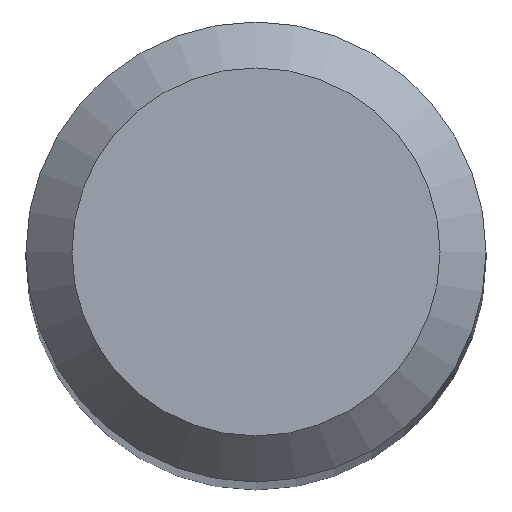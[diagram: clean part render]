
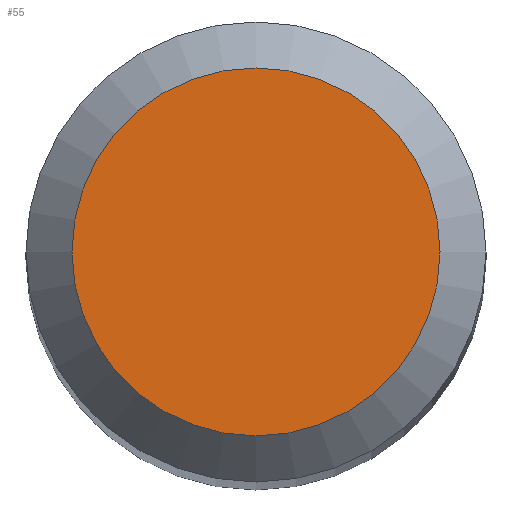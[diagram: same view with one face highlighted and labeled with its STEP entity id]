
A CAD part, top view. The second image highlights one B-rep face of the part: STEP entity #55.
In plain terms, the highlighted planar face has unit normal (0, 0, 1).
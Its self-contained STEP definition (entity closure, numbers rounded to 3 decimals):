
#5 = AXIS2_PLACEMENT_3D ( 'NONE', #22, #101, #42 ) ;
#9 = ORIENTED_EDGE ( 'NONE', *, *, #110, .F. ) ;
#19 = PLANE ( 'NONE',  #5 ) ;
#22 = CARTESIAN_POINT ( 'NONE',  ( 0., 0., 38. ) ) ;
#25 = FACE_OUTER_BOUND ( 'NONE', #199, .T. ) ;
#42 = DIRECTION ( 'NONE',  ( 0., 1., 0. ) ) ;
#54 = VERTEX_POINT ( 'NONE', #235 ) ;
#55 = ADVANCED_FACE ( 'NONE', ( #25 ), #19, .F. ) ;
#69 = DIRECTION ( 'NONE',  ( 0., 0., -1. ) ) ;
#101 = DIRECTION ( 'NONE',  ( 0., 0., -1. ) ) ;
#110 = EDGE_CURVE ( 'NONE', #54, #54, #112, .T. ) ;
#112 = CIRCLE ( 'NONE', #201, 1.2 ) ;
#123 = DIRECTION ( 'NONE',  ( 0., 1., 0. ) ) ;
#199 = EDGE_LOOP ( 'NONE', ( #9 ) ) ;
#201 = AXIS2_PLACEMENT_3D ( 'NONE', #212, #69, #123 ) ;
#212 = CARTESIAN_POINT ( 'NONE',  ( 0., 0., 38. ) ) ;
#235 = CARTESIAN_POINT ( 'NONE',  ( 0., 1.2, 38. ) ) ;
